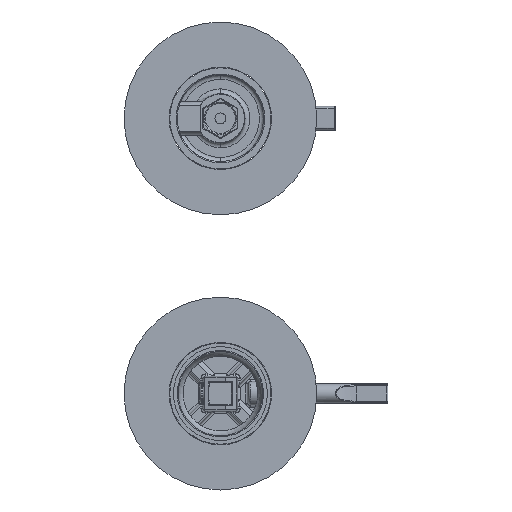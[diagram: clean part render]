
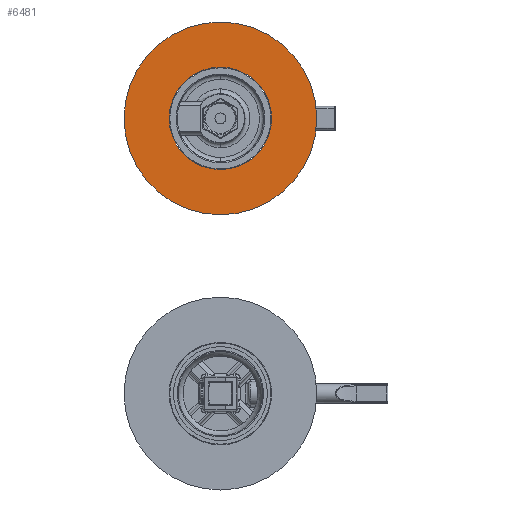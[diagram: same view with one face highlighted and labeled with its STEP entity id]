
A CAD part, left-side view. The second image highlights one B-rep face of the part: STEP entity #6481.
In plain terms, the highlighted planar face has unit normal (-1, 0, 0).
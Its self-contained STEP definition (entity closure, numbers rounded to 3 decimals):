
#1032 = AXIS2_PLACEMENT_3D ( 'NONE', #1732, #8085, #17281 ) ;
#1379 = CIRCLE ( 'NONE', #12637, 40. ) ;
#1732 = CARTESIAN_POINT ( 'NONE',  ( 48., 0., 114.24 ) ) ;
#2496 = ORIENTED_EDGE ( 'NONE', *, *, #15474, .T. ) ;
#4730 = CARTESIAN_POINT ( 'NONE',  ( 48., 0., 92.99 ) ) ;
#5723 = CIRCLE ( 'NONE', #1032, 21.25 ) ;
#6417 = VERTEX_POINT ( 'NONE', #4730 ) ;
#6481 = ADVANCED_FACE ( 'NONE', ( #18863, #10956 ), #17294, .T. ) ;
#6575 = EDGE_LOOP ( 'NONE', ( #12528 ) ) ;
#8085 = DIRECTION ( 'NONE',  ( 1., 0., 0. ) ) ;
#9401 = CARTESIAN_POINT ( 'NONE',  ( 48., 0., 154.24 ) ) ;
#9632 = DIRECTION ( 'NONE',  ( 0., 0., 1. ) ) ;
#10956 = FACE_OUTER_BOUND ( 'NONE', #10959, .T. ) ;
#10959 = EDGE_LOOP ( 'NONE', ( #2496 ) ) ;
#12528 = ORIENTED_EDGE ( 'NONE', *, *, #19718, .T. ) ;
#12615 = DIRECTION ( 'NONE',  ( -1., 0., 0. ) ) ;
#12637 = AXIS2_PLACEMENT_3D ( 'NONE', #14309, #12935, #9632 ) ;
#12935 = DIRECTION ( 'NONE',  ( -1., 0., 0. ) ) ;
#13054 = CARTESIAN_POINT ( 'NONE',  ( 48., 0., 114.24 ) ) ;
#14035 = AXIS2_PLACEMENT_3D ( 'NONE', #13054, #12615, #15859 ) ;
#14309 = CARTESIAN_POINT ( 'NONE',  ( 48., 0., 114.24 ) ) ;
#15474 = EDGE_CURVE ( 'NONE', #17067, #17067, #1379, .T. ) ;
#15859 = DIRECTION ( 'NONE',  ( 0., 0., 1. ) ) ;
#17067 = VERTEX_POINT ( 'NONE', #9401 ) ;
#17281 = DIRECTION ( 'NONE',  ( 0., 0., -1. ) ) ;
#17294 = PLANE ( 'NONE',  #14035 ) ;
#18863 = FACE_BOUND ( 'NONE', #6575, .T. ) ;
#19718 = EDGE_CURVE ( 'NONE', #6417, #6417, #5723, .T. ) ;
